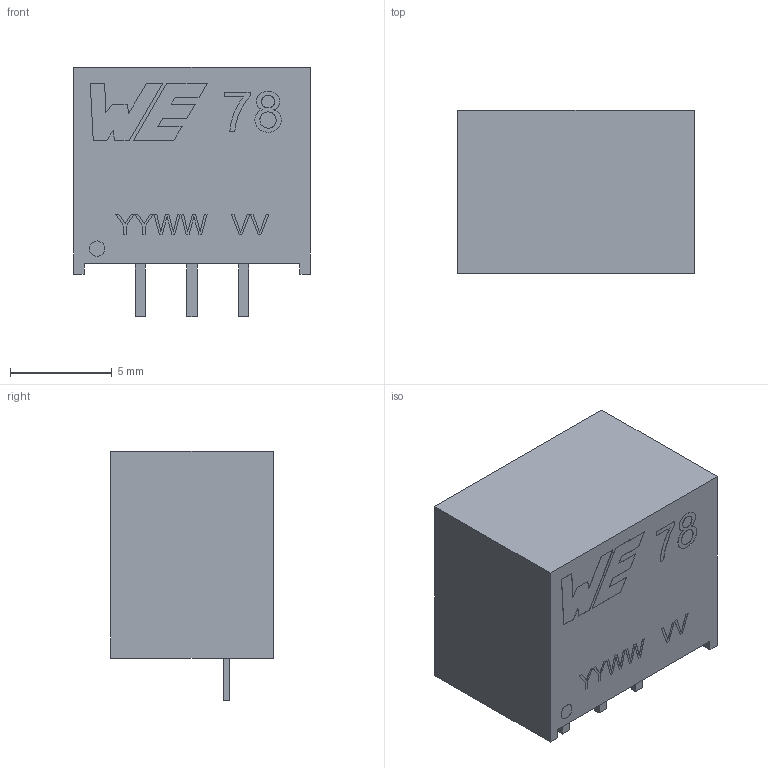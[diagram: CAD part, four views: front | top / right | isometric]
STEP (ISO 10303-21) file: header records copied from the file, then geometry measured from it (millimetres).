
FILE_DESCRIPTION(/* description */ (''),/* implementation_level */ '2;1');
FILE_NAME(/* name */ '17301xx35.step',/* time_stamp */ '2021-10-26T13:27:47+02:00',/* author */ (''),/* organization */ (''),/* preprocessor_version */ 'ST-DEVELOPER v18.1',/* originating_system */ 'Autodesk Translation Framework v10.10.0.1391',/* authorisation */ '');
FILE_SCHEMA (('AUTOMOTIVE_DESIGN { 1 0 10303 214 3 1 1 }'));
Length unit declared in the file: millimetre
Products named in the file (1): 17301xx35
Bounding box: 11.6 x 8 x 12.26 mm (x, y, z)
Volume: 901.5 mm3; surface area: 594.6 mm2
Topology: 1 solids, 1 shells, 133 faces, 345 edges, 230 vertices
Faces by surface type: plane 106, bspline 26, cylinder 1
Full cylindrical faces by diameter (mm): 0.75 x1
Entity records: 4544 total; most frequent: CARTESIAN_POINT 1267, ORIENTED_EDGE 690, DIRECTION 511, EDGE_CURVE 345, LINE 291, VECTOR 291, VERTEX_POINT 230, EDGE_LOOP 149
